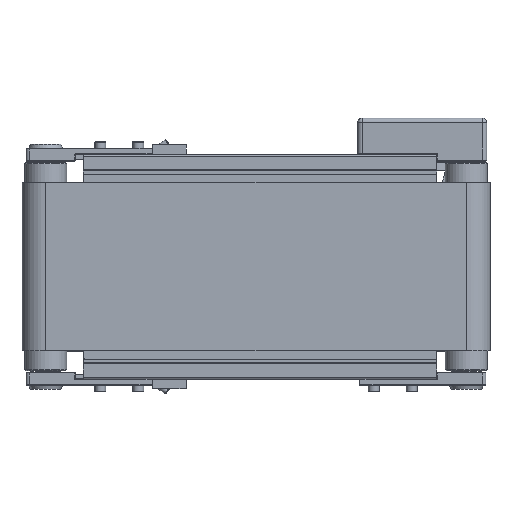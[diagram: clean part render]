
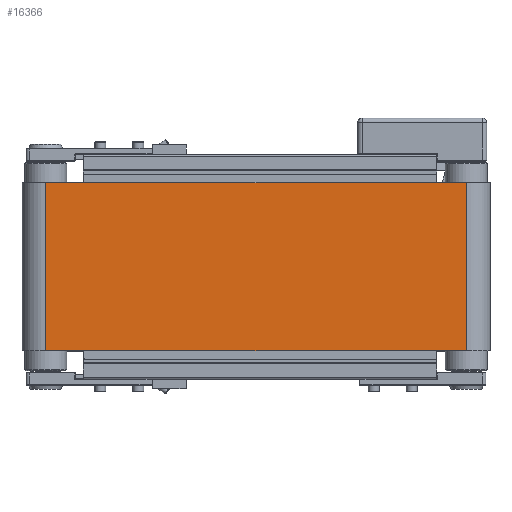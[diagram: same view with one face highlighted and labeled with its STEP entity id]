
A CAD part, top view. The second image highlights one B-rep face of the part: STEP entity #16366.
In plain terms, the highlighted planar face has unit normal (0, 0, 1).
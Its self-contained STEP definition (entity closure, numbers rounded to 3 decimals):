
#16226=CARTESIAN_POINT('',(500.0,-100.0,28.));
#16227=VERTEX_POINT('',#16226);
#16237=CARTESIAN_POINT('',(0.,-100.0,28.));
#16238=VERTEX_POINT('',#16237);
#16239=CARTESIAN_POINT('',(0.,-100.0,28.));
#16240=DIRECTION('',(1.0,0.0,0.0));
#16241=VECTOR('',#16240,500.0);
#16242=LINE('',#16239,#16241);
#16243=EDGE_CURVE('',#16238,#16227,#16242,.T.);
#16274=CARTESIAN_POINT('',(0.,100.0,28.));
#16275=VERTEX_POINT('',#16274);
#16292=CARTESIAN_POINT('',(0.,100.0,28.));
#16293=DIRECTION('',(0.0,-1.0,0.0));
#16294=VECTOR('',#16293,200.0);
#16295=LINE('',#16292,#16294);
#16296=EDGE_CURVE('',#16275,#16238,#16295,.T.);
#16330=CARTESIAN_POINT('',(500.0,100.0,28.));
#16331=VERTEX_POINT('',#16330);
#16339=CARTESIAN_POINT('',(500.0,-100.0,28.));
#16340=DIRECTION('',(0.0,1.0,0.0));
#16341=VECTOR('',#16340,200.0);
#16342=LINE('',#16339,#16341);
#16343=EDGE_CURVE('',#16227,#16331,#16342,.T.);
#16350=CARTESIAN_POINT('',(500.0,0.0,28.));
#16351=DIRECTION('',(0.0,0.0,1.0));
#16352=DIRECTION('',(1.0,0.0,0.0));
#16353=AXIS2_PLACEMENT_3D('',#16350,#16351,#16352);
#16354=PLANE('',#16353);
#16355=CARTESIAN_POINT('',(500.0,100.0,28.));
#16356=DIRECTION('',(-1.0,0.0,0.0));
#16357=VECTOR('',#16356,500.0);
#16358=LINE('',#16355,#16357);
#16359=EDGE_CURVE('',#16331,#16275,#16358,.T.);
#16360=ORIENTED_EDGE('',*,*,#16359,.T.);
#16361=ORIENTED_EDGE('',*,*,#16296,.T.);
#16362=ORIENTED_EDGE('',*,*,#16243,.T.);
#16363=ORIENTED_EDGE('',*,*,#16343,.T.);
#16364=EDGE_LOOP('',(#16360,#16361,#16362,#16363));
#16365=FACE_OUTER_BOUND('',#16364,.T.);
#16366=ADVANCED_FACE('',(#16365),#16354,.T.);
